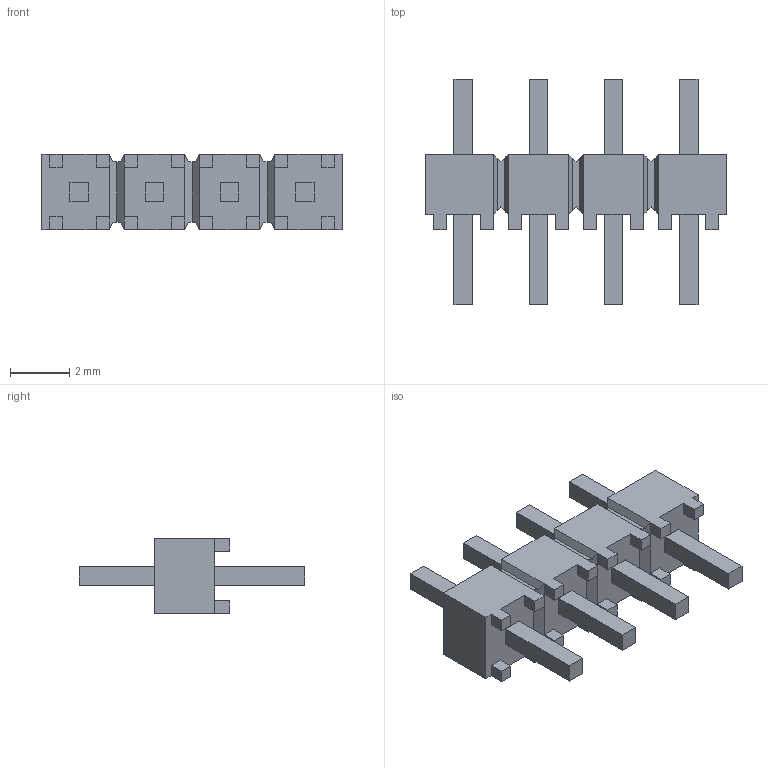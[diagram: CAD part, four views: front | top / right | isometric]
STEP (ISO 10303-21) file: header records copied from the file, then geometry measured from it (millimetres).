
FILE_DESCRIPTION( ( 'STEP AP214' ), '1' );
FILE_NAME( 'MTSW-104-06-T-S-100.stp', '2020-09-20T07:53:51', ( 'License CC BY-ND 4.0' ), ( 'CADENAS' ), ' ', 'PARTsolutions', ' ' );
FILE_SCHEMA( ( 'AUTOMOTIVE_DESIGN { 1 0 10303 214 1 1 1 1 }' ) );
Length unit declared in the file: inch
Products named in the file (3): MTSW-104-06-T-S-100; _MTSW-104-06-T-S-100_body; _MTSW-104-06-S-100
Assembly tree (2 placements, depth 2):
  MTSW-104-06-T-S-100
    _MTSW-104-06-T-S-100_body
    _MTSW-104-06-S-100
Bounding box: 10.16 x 7.62 x 2.54 mm (x, y, z)
Volume: 61.8 mm3; surface area: 232.9 mm2
Topology: 2 solids, 2 shells, 174 faces, 450 edges, 288 vertices
Faces by surface type: plane 174
Entity records: 6608 total; most frequent: CARTESIAN_POINT 915, ORIENTED_EDGE 900, DIRECTION 804, EDGE_CURVE 450, LINE 450, VECTOR 450, VERTEX_POINT 288, EDGE_LOOP 190
